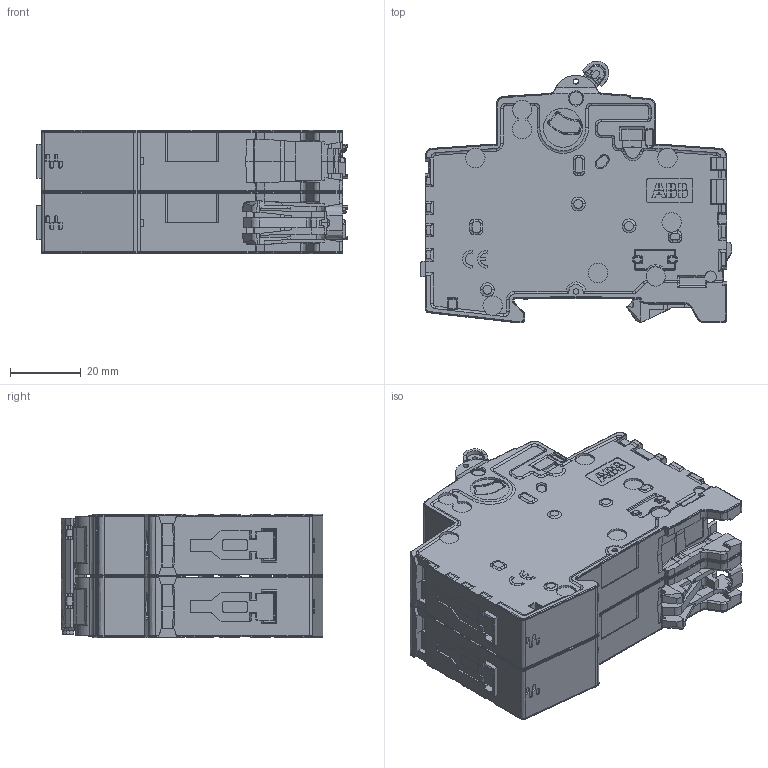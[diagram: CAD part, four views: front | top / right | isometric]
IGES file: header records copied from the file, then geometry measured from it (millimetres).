
Start section:  PTC IGES file: 2cds272061_s202muc.igs
Global section: file name: 2cds272061_s202muc.igs; native system: Creo Elements/Pro by Parametric Technology Corporation; preprocessor: 2011080; author: DEU121775; organization: Unknown; date: 20110907.114019; units: millimetre
Bounding box: 88 x 73.83 x 34.8 mm (x, y, z)
Volume: 150238.5 mm3; surface area: 33711.1 mm2
Topology: 2 solids, 2 shells, 4287 faces, 11587 edges, 7423 vertices
Faces by surface type: bspline 4287
